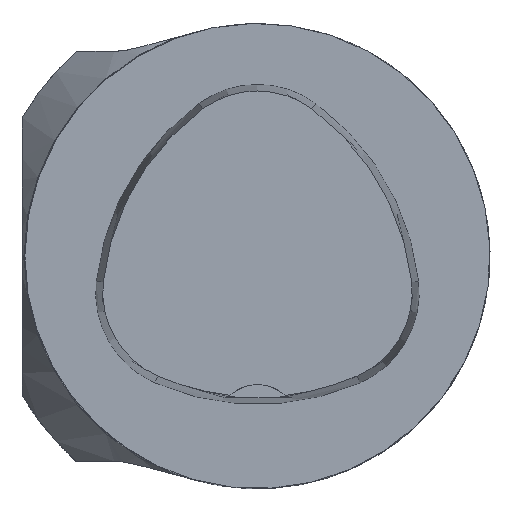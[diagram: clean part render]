
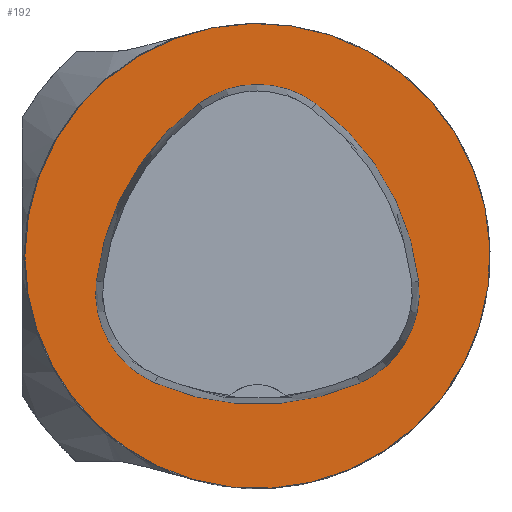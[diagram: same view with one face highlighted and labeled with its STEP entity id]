
A CAD part, top view. The second image highlights one B-rep face of the part: STEP entity #192.
In plain terms, the highlighted planar face has unit normal (0, 0, 1).
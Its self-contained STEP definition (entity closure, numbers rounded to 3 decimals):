
#56=PLANE('',#1212);
#192=ADVANCED_FACE('',(#381,#382),#56,.T.);
#381=FACE_BOUND('',#462,.T.);
#382=FACE_BOUND('',#463,.T.);
#462=EDGE_LOOP('',(#728,#729,#730,#731,#732,#733));
#463=EDGE_LOOP('',(#734));
#728=ORIENTED_EDGE('',*,*,#996,.T.);
#729=ORIENTED_EDGE('',*,*,#976,.T.);
#730=ORIENTED_EDGE('',*,*,#980,.T.);
#731=ORIENTED_EDGE('',*,*,#983,.T.);
#732=ORIENTED_EDGE('',*,*,#986,.T.);
#733=ORIENTED_EDGE('',*,*,#994,.T.);
#734=ORIENTED_EDGE('',*,*,#880,.F.);
#783=VERTEX_POINT('',#1605);
#854=VERTEX_POINT('',#2709);
#855=VERTEX_POINT('',#2710);
#858=VERTEX_POINT('',#2718);
#860=VERTEX_POINT('',#2724);
#862=VERTEX_POINT('',#2730);
#869=VERTEX_POINT('',#2751);
#880=EDGE_CURVE('',#783,#783,#1009,.T.);
#976=EDGE_CURVE('',#854,#855,#1048,.T.);
#980=EDGE_CURVE('',#855,#858,#1050,.T.);
#983=EDGE_CURVE('',#858,#860,#1052,.T.);
#986=EDGE_CURVE('',#860,#862,#1054,.T.);
#994=EDGE_CURVE('',#862,#869,#1058,.T.);
#996=EDGE_CURVE('',#869,#854,#1060,.T.);
#1009=CIRCLE('',#1102,40.);
#1048=CIRCLE('',#1190,44.);
#1050=CIRCLE('',#1193,17.);
#1052=CIRCLE('',#1196,44.);
#1054=CIRCLE('',#1199,17.);
#1058=CIRCLE('',#1204,44.);
#1060=CIRCLE('',#1207,17.);
#1102=AXIS2_PLACEMENT_3D('',#1604,#1250,#1251);
#1190=AXIS2_PLACEMENT_3D('',#2708,#1460,#1461);
#1193=AXIS2_PLACEMENT_3D('',#2717,#1468,#1469);
#1196=AXIS2_PLACEMENT_3D('',#2723,#1475,#1476);
#1199=AXIS2_PLACEMENT_3D('',#2729,#1482,#1483);
#1204=AXIS2_PLACEMENT_3D('',#2752,#1494,#1495);
#1207=AXIS2_PLACEMENT_3D('',#2755,#1500,#1501);
#1212=AXIS2_PLACEMENT_3D('',#2760,#1510,#1511);
#1250=DIRECTION('',(0.,0.,-1.));
#1251=DIRECTION('',(-1.,0.,0.));
#1460=DIRECTION('',(0.,0.,-1.));
#1461=DIRECTION('',(-1.,0.,0.));
#1468=DIRECTION('',(0.,0.,-1.));
#1469=DIRECTION('',(-1.,0.,0.));
#1475=DIRECTION('',(0.,0.,-1.));
#1476=DIRECTION('',(-1.,0.,0.));
#1482=DIRECTION('',(0.,0.,-1.));
#1483=DIRECTION('',(-1.,0.,0.));
#1494=DIRECTION('',(0.,0.,-1.));
#1495=DIRECTION('',(-1.,0.,0.));
#1500=DIRECTION('',(0.,0.,-1.));
#1501=DIRECTION('',(-1.,0.,0.));
#1510=DIRECTION('',(0.,0.,1.));
#1511=DIRECTION('',(1.,0.,0.));
#1604=CARTESIAN_POINT('',(0.,0.,0.));
#1605=CARTESIAN_POINT('',(-40.,0.,0.));
#2708=CARTESIAN_POINT('',(16.01,-9.224,0.));
#2709=CARTESIAN_POINT('',(-27.722,-4.378,0.));
#2710=CARTESIAN_POINT('',(-10.119,26.178,0.));
#2717=CARTESIAN_POINT('',(-0.023,12.5,0.));
#2718=CARTESIAN_POINT('',(10.049,26.194,0.));
#2723=CARTESIAN_POINT('',(-16.021,-9.25,0.));
#2724=CARTESIAN_POINT('',(27.71,-4.394,0.));
#2729=CARTESIAN_POINT('',(10.814,-6.27,0.));
#2730=CARTESIAN_POINT('',(17.611,-21.852,0.));
#2751=CARTESIAN_POINT('',(-17.652,-21.819,0.));
#2752=CARTESIAN_POINT('',(0.017,18.477,0.));
#2755=CARTESIAN_POINT('',(-10.825,-6.25,0.));
#2760=CARTESIAN_POINT('',(0.,0.,0.));
